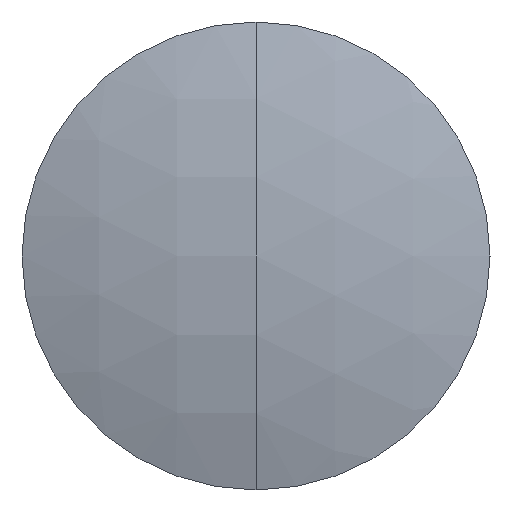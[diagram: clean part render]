
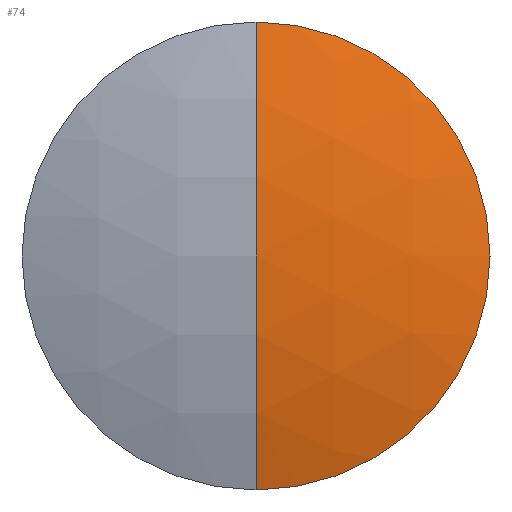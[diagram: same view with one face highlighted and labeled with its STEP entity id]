
A CAD part, left-side view. The second image highlights one B-rep face of the part: STEP entity #74.
In plain terms, the highlighted spherical face has radius 10.3 mm.
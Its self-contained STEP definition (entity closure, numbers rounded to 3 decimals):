
#19 = DIRECTION ( 'NONE',  ( 0., -1., 0. ) ) ;
#20 = AXIS2_PLACEMENT_3D ( 'NONE', #310, #19, #110 ) ;
#31 = DIRECTION ( 'NONE',  ( 0., -1., 0. ) ) ;
#41 = FACE_OUTER_BOUND ( 'NONE', #219, .T. ) ;
#43 = EDGE_CURVE ( 'NONE', #277, #194, #133, .T. ) ;
#50 = AXIS2_PLACEMENT_3D ( 'NONE', #266, #31, #184 ) ;
#55 = CARTESIAN_POINT ( 'NONE',  ( 261.181, 0., 0. ) ) ;
#74 = ADVANCED_FACE ( 'NONE', ( #41 ), #265, .T. ) ;
#80 = VERTEX_POINT ( 'NONE', #294 ) ;
#95 = CIRCLE ( 'NONE', #319, 3.175 ) ;
#102 = DIRECTION ( 'NONE',  ( 0., 0., 1. ) ) ;
#105 = ORIENTED_EDGE ( 'NONE', *, *, #192, .T. ) ;
#110 = DIRECTION ( 'NONE',  ( 0., 0., -1. ) ) ;
#126 = CARTESIAN_POINT ( 'NONE',  ( 261.682, 0., 0. ) ) ;
#133 = CIRCLE ( 'NONE', #257, 10.3 ) ;
#141 = DIRECTION ( 'NONE',  ( 0., 0., 1. ) ) ;
#184 = DIRECTION ( 'NONE',  ( 0., 0., -1. ) ) ;
#186 = CARTESIAN_POINT ( 'NONE',  ( 261.682, 0., -3.175 ) ) ;
#192 = EDGE_CURVE ( 'NONE', #80, #194, #339, .T. ) ;
#194 = VERTEX_POINT ( 'NONE', #55 ) ;
#219 = EDGE_LOOP ( 'NONE', ( #247, #105, #236 ) ) ;
#236 = ORIENTED_EDGE ( 'NONE', *, *, #43, .F. ) ;
#247 = ORIENTED_EDGE ( 'NONE', *, *, #311, .T. ) ;
#257 = AXIS2_PLACEMENT_3D ( 'NONE', #347, #316, #141 ) ;
#265 = SPHERICAL_SURFACE ( 'NONE', #50, 10.3 ) ;
#266 = CARTESIAN_POINT ( 'NONE',  ( 271.481, 0., 0. ) ) ;
#277 = VERTEX_POINT ( 'NONE', #186 ) ;
#281 = DIRECTION ( 'NONE',  ( -1., 0., 0. ) ) ;
#294 = CARTESIAN_POINT ( 'NONE',  ( 261.682, 0., 3.175 ) ) ;
#310 = CARTESIAN_POINT ( 'NONE',  ( 271.481, 0., 0. ) ) ;
#311 = EDGE_CURVE ( 'NONE', #277, #80, #95, .T. ) ;
#316 = DIRECTION ( 'NONE',  ( 0., 1., 0. ) ) ;
#319 = AXIS2_PLACEMENT_3D ( 'NONE', #126, #281, #102 ) ;
#339 = CIRCLE ( 'NONE', #20, 10.3 ) ;
#347 = CARTESIAN_POINT ( 'NONE',  ( 271.481, 0., 0. ) ) ;
